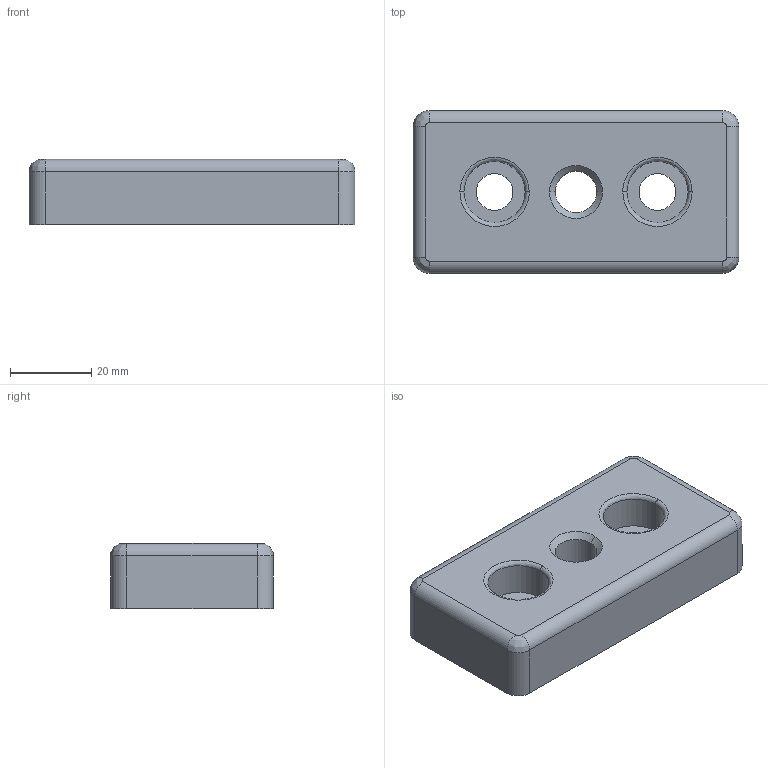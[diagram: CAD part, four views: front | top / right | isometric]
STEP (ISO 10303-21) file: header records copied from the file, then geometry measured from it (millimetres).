
FILE_DESCRIPTION (( 'STEP AP203' ), '1' );
FILE_NAME ('203500307_c_1.STEP', '2022-11-04T15:01:57', ( '' ), ( '' ), 'SwSTEP 2.0', 'SolidWorks 2014', '' );
FILE_SCHEMA (( 'CONFIG_CONTROL_DESIGN' ));
Length unit declared in the file: millimetre
Products named in the file (1): 203500307_c_1
Bounding box: 80 x 40 x 16 mm (x, y, z)
Volume: 28312.1 mm3; surface area: 16333.2 mm2
Topology: 1 solids, 1 shells, 204 faces, 473 edges, 250 vertices
Faces by surface type: cylinder 97, bspline 59, plane 44, cone 4
Entity records: 6444 total; most frequent: CARTESIAN_POINT 2060, DIRECTION 937, ORIENTED_EDGE 884, EDGE_CURVE 442, AXIS2_PLACEMENT_3D 370, VERTEX_POINT 250, CIRCLE 224, EDGE_LOOP 220
